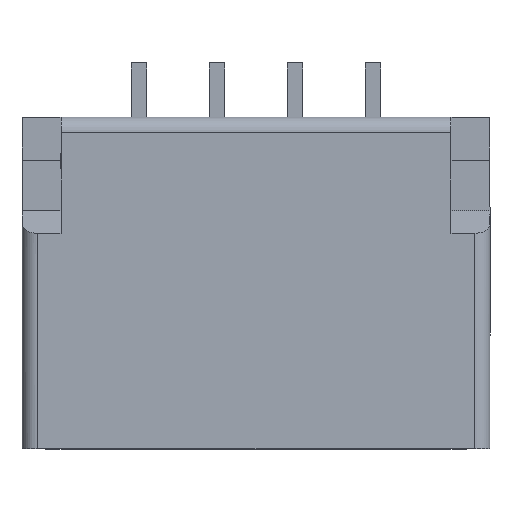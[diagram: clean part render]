
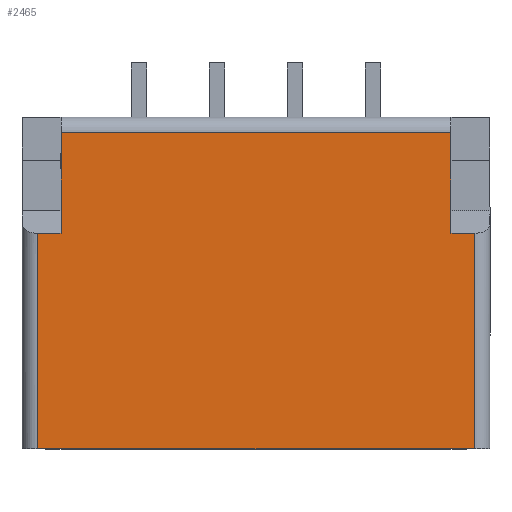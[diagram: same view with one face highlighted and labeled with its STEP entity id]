
A CAD part, top view. The second image highlights one B-rep face of the part: STEP entity #2465.
In plain terms, the highlighted face is planar.
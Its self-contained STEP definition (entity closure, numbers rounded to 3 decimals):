
#257=FACE_OUTER_BOUND('',#392,.T.);
#392=EDGE_LOOP('',(#1923,#1924,#1925,#1926,#1927,#1928,#1929,#1930));
#603=LINE('',#3653,#910);
#617=LINE('',#3686,#924);
#624=LINE('',#3701,#931);
#631=LINE('',#3718,#938);
#633=LINE('',#3722,#940);
#634=LINE('',#3723,#941);
#635=LINE('',#3725,#942);
#636=LINE('',#3726,#943);
#910=VECTOR('',#2979,5.6);
#924=VECTOR('',#2999,5.);
#931=VECTOR('',#3010,1.289);
#938=VECTOR('',#3023,2.761);
#940=VECTOR('',#3027,0.3);
#941=VECTOR('',#3028,2.761);
#942=VECTOR('',#3029,0.3);
#943=VECTOR('',#3030,1.289);
#1176=VERTEX_POINT('',#3650);
#1177=VERTEX_POINT('',#3652);
#1192=VERTEX_POINT('',#3683);
#1193=VERTEX_POINT('',#3685);
#1199=VERTEX_POINT('',#3699);
#1206=VERTEX_POINT('',#3716);
#1207=VERTEX_POINT('',#3721);
#1208=VERTEX_POINT('',#3724);
#1436=EDGE_CURVE('',#1177,#1176,#603,.T.);
#1452=EDGE_CURVE('',#1192,#1193,#617,.T.);
#1460=EDGE_CURVE('',#1192,#1199,#624,.T.);
#1468=EDGE_CURVE('',#1206,#1176,#631,.T.);
#1470=EDGE_CURVE('',#1199,#1207,#633,.T.);
#1471=EDGE_CURVE('',#1177,#1207,#634,.T.);
#1472=EDGE_CURVE('',#1208,#1206,#635,.T.);
#1473=EDGE_CURVE('',#1193,#1208,#636,.T.);
#1923=ORIENTED_EDGE('',*,*,#1452,.F.);
#1924=ORIENTED_EDGE('',*,*,#1460,.T.);
#1925=ORIENTED_EDGE('',*,*,#1470,.T.);
#1926=ORIENTED_EDGE('',*,*,#1471,.F.);
#1927=ORIENTED_EDGE('',*,*,#1436,.T.);
#1928=ORIENTED_EDGE('',*,*,#1468,.F.);
#1929=ORIENTED_EDGE('',*,*,#1472,.F.);
#1930=ORIENTED_EDGE('',*,*,#1473,.F.);
#2339=PLANE('',#2618);
#2465=ADVANCED_FACE('',(#257),#2339,.F.);
#2618=AXIS2_PLACEMENT_3D('',#3720,#3025,#3026);
#2979=DIRECTION('',(1.,0.,0.));
#2999=DIRECTION('',(1.,0.,0.));
#3010=DIRECTION('',(0.,0.,1.));
#3023=DIRECTION('',(0.,0.,1.));
#3025=DIRECTION('center_axis',(0.,-1.,0.));
#3026=DIRECTION('ref_axis',(1.,0.,0.));
#3027=DIRECTION('',(-1.,0.,0.));
#3028=DIRECTION('',(0.,0.,-1.));
#3029=DIRECTION('',(1.,0.,0.));
#3030=DIRECTION('',(0.,0.,1.));
#3650=CARTESIAN_POINT('',(2.8,3.255,3.895));
#3652=CARTESIAN_POINT('',(-2.8,3.255,3.895));
#3653=CARTESIAN_POINT('',(-3.,3.255,3.895));
#3683=CARTESIAN_POINT('',(-2.5,3.255,-0.155));
#3685=CARTESIAN_POINT('',(2.5,3.255,-0.155));
#3686=CARTESIAN_POINT('',(0.,3.255,-0.155));
#3699=CARTESIAN_POINT('',(-2.5,3.255,1.134));
#3701=CARTESIAN_POINT('',(-2.5,3.255,1.134));
#3716=CARTESIAN_POINT('',(2.8,3.255,1.134));
#3718=CARTESIAN_POINT('',(2.8,3.255,-0.355));
#3720=CARTESIAN_POINT('Origin',(-3.,3.255,-0.355));
#3721=CARTESIAN_POINT('',(-2.8,3.255,1.134));
#3722=CARTESIAN_POINT('',(-2.5,3.255,1.134));
#3723=CARTESIAN_POINT('',(-2.8,3.255,-0.355));
#3724=CARTESIAN_POINT('',(2.5,3.255,1.134));
#3725=CARTESIAN_POINT('',(2.5,3.255,1.134));
#3726=CARTESIAN_POINT('',(2.5,3.255,0.195));
